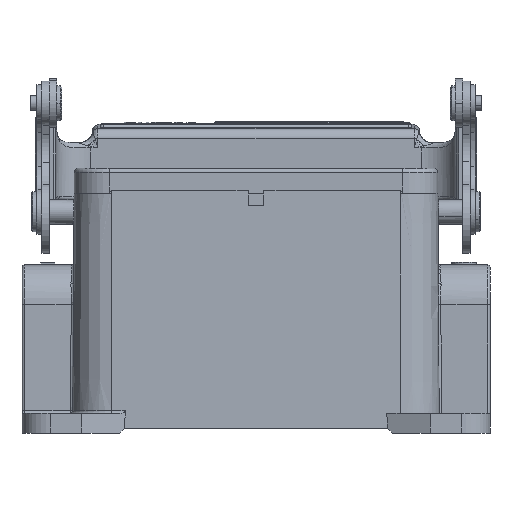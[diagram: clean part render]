
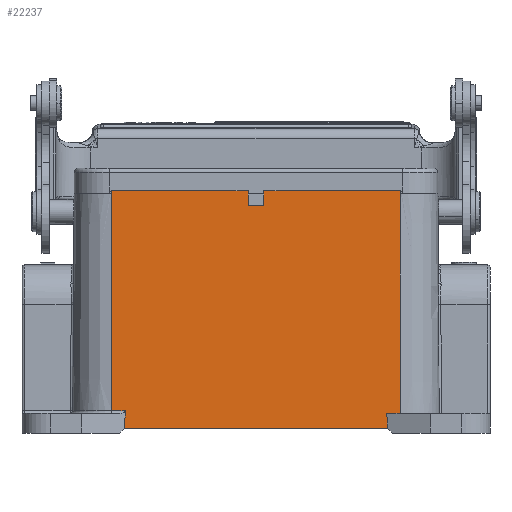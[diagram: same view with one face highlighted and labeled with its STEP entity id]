
A CAD part, front view. The second image highlights one B-rep face of the part: STEP entity #22237.
In plain terms, the highlighted planar face has unit normal (0, -1, 0.009).
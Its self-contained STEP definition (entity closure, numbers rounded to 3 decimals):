
#1207=DIRECTION('',(0.,-0.009,-1.));
#1208=VECTOR('',#1207,44.702);
#1209=CARTESIAN_POINT('',(29.,-21.5,23.35));
#1210=LINE('',#1209,#1208);
#1494=DIRECTION('',(0.019,-0.009,-1.));
#1495=VECTOR('',#1494,3.001);
#1496=CARTESIAN_POINT('',(26.297,-21.89,-21.35));
#1497=LINE('',#1496,#1495);
#3040=DIRECTION('',(0.,0.009,1.));
#3041=VECTOR('',#3040,44.206);
#3042=CARTESIAN_POINT('',(-29.,-21.886,-20.854));
#3043=LINE('',#3042,#3041);
#3055=CARTESIAN_POINT('',(-29.,-21.5,
23.35));
#3097=DIRECTION('',(-1.,0.,0.));
#3098=VECTOR('',#3097,27.4);
#3099=CARTESIAN_POINT('',(29.,-21.5,23.35));
#3100=LINE('',#3099,#3098);
#3109=DIRECTION('',(1.,0.,0.));
#3110=VECTOR('',#3109,27.4);
#3111=CARTESIAN_POINT('',(-29.,-21.5,
23.35));
#3112=LINE('',#3111,#3110);
#3157=DIRECTION('',(-1.,0.,0.));
#3158=VECTOR('',#3157,3.2);
#3159=CARTESIAN_POINT('',(1.6,-21.526,20.35));
#3160=LINE('',#3159,#3158);
#3161=DIRECTION('',(1.,0.,0.));
#3162=VECTOR('',#3161,2.703);
#3163=CARTESIAN_POINT('',(26.297,-21.89,-21.35));
#3164=LINE('',#3163,#3162);
#3165=CARTESIAN_POINT('',(-26.352,-21.917,
-24.35));
#3166=CARTESIAN_POINT('',(-20.496,-21.917,
-24.35));
#3167=CARTESIAN_POINT('',(-8.784,-21.916,
-24.35));
#3168=CARTESIAN_POINT('',(8.784,-21.916,
-24.35));
#3169=CARTESIAN_POINT('',(20.496,-21.917,
-24.35));
#3170=CARTESIAN_POINT('',(26.352,-21.917,
-24.35));
#3184=DIRECTION('',(0.,-0.009,-1.));
#3185=VECTOR('',#3184,3.);
#3186=CARTESIAN_POINT('',(-1.6,-21.5,23.35));
#3187=LINE('',#3186,#3185);
#3220=DIRECTION('',(0.,0.009,1.));
#3221=VECTOR('',#3220,3.);
#3222=CARTESIAN_POINT('',(1.6,-21.526,20.35));
#3223=LINE('',#3222,#3221);
#3650=DIRECTION('',(-1.,0.,0.));
#3651=VECTOR('',#3650,2.712);
#3652=CARTESIAN_POINT('',(-26.288,-21.886,
-20.854));
#3653=LINE('',#3652,#3651);
#3658=DIRECTION('',(0.019,0.009,1.));
#3659=VECTOR('',#3658,3.496);
#3660=CARTESIAN_POINT('',(-26.352,-21.917,
-24.35));
#3661=LINE('',#3660,#3659);
#16142=CARTESIAN_POINT('',(-29.,-21.886,-20.854));
#16143=VERTEX_POINT('',#16142);
#16824=CARTESIAN_POINT('',(-1.6,-21.526,20.35));
#16826=VERTEX_POINT('',#16824);
#16830=CARTESIAN_POINT('',(1.6,-21.526,20.35));
#16832=VERTEX_POINT('',#16830);
#16900=CARTESIAN_POINT('',(26.297,-21.89,-21.35));
#16901=VERTEX_POINT('',#16900);
#16902=CARTESIAN_POINT('',(26.352,-21.917,
-24.35));
#16903=VERTEX_POINT('',#16902);
#16909=VERTEX_POINT('',#3165);
#16912=CARTESIAN_POINT('',(-26.288,-21.886,
-20.854));
#16913=VERTEX_POINT('',#16912);
#16934=CARTESIAN_POINT('',(29.,-21.89,
-21.35));
#16935=VERTEX_POINT('',#16934);
#17137=VERTEX_POINT('',#3055);
#17140=CARTESIAN_POINT('',(-1.6,-21.5,23.35));
#17142=VERTEX_POINT('',#17140);
#17144=CARTESIAN_POINT('',(1.6,-21.5,23.35));
#17146=VERTEX_POINT('',#17144);
#17147=CARTESIAN_POINT('',(29.,-21.5,23.35));
#17148=VERTEX_POINT('',#17147);
#22213=CARTESIAN_POINT('',(-31.173,-21.5,23.35));
#22214=DIRECTION('',(0.,-1.,0.009));
#22215=DIRECTION('',(-1.,0.,0.));
#22216=AXIS2_PLACEMENT_3D('',#22213,#22214,#22215);
#22217=PLANE('',#22216);
#22218=ORIENTED_EDGE('',*,*,#22171,.T.);
#22220=ORIENTED_EDGE('',*,*,#22219,.T.);
#22222=ORIENTED_EDGE('',*,*,#22221,.F.);
#22224=ORIENTED_EDGE('',*,*,#22223,.T.);
#22225=ORIENTED_EDGE('',*,*,#22163,.F.);
#22226=ORIENTED_EDGE('',*,*,#20346,.T.);
#22227=ORIENTED_EDGE('',*,*,#20648,.F.);
#22228=ORIENTED_EDGE('',*,*,#20610,.T.);
#22229=ORIENTED_EDGE('',*,*,#20595,.F.);
#22231=ORIENTED_EDGE('',*,*,#22230,.T.);
#22233=ORIENTED_EDGE('',*,*,#22232,.T.);
#22234=ORIENTED_EDGE('',*,*,#22132,.T.);
#22235=EDGE_LOOP('',(#22218,#22220,#22222,#22224,#22225,#22226,#22227,#22228,
#22229,#22231,#22233,#22234));
#22236=FACE_OUTER_BOUND('',#22235,.F.);
#22237=ADVANCED_FACE('',(#22236),#22217,.T.);
#3171=B_SPLINE_CURVE_WITH_KNOTS('',3,(#3165,#3166,#3167,#3168,#3169,#3170),
.UNSPECIFIED.,.F.,.F.,(4,1,1,4),(0.,0.333,0.667,1.),
.UNSPECIFIED.);
#20346=EDGE_CURVE('',#17148,#16935,#1210,.T.);
#20595=EDGE_CURVE('',#16909,#16903,#3171,.T.);
#20610=EDGE_CURVE('',#16901,#16903,#1497,.T.);
#20648=EDGE_CURVE('',#16901,#16935,#3164,.T.);
#22132=EDGE_CURVE('',#16143,#17137,#3043,.T.);
#22163=EDGE_CURVE('',#17148,#17146,#3100,.T.);
#22171=EDGE_CURVE('',#17137,#17142,#3112,.T.);
#22219=EDGE_CURVE('',#17142,#16826,#3187,.T.);
#22221=EDGE_CURVE('',#16832,#16826,#3160,.T.);
#22223=EDGE_CURVE('',#16832,#17146,#3223,.T.);
#22230=EDGE_CURVE('',#16909,#16913,#3661,.T.);
#22232=EDGE_CURVE('',#16913,#16143,#3653,.T.);
